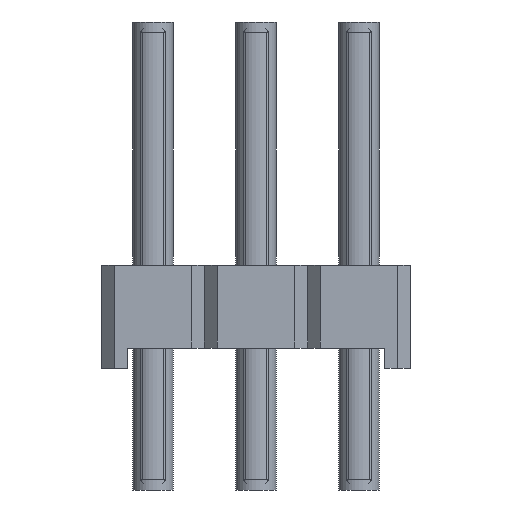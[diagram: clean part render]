
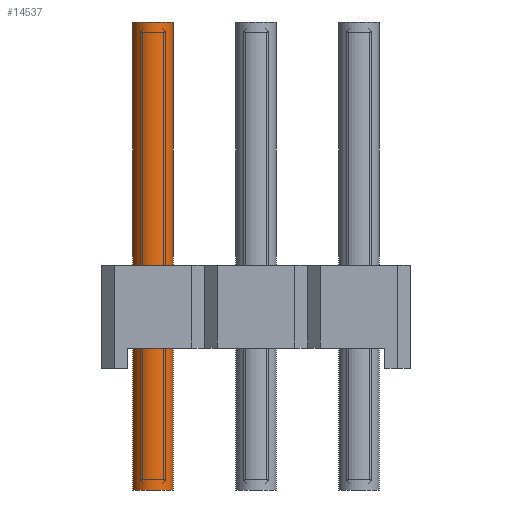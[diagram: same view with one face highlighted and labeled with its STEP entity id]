
A CAD part, left-side view. The second image highlights one B-rep face of the part: STEP entity #14537.
In plain terms, the highlighted cylindrical face has radius 0.5 mm (diameter 1 mm), a full revolution.
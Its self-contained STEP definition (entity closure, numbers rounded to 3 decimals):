
#299=CIRCLE('',#15318,0.5);
#300=CIRCLE('',#15319,0.5);
#864=CYLINDRICAL_SURFACE('',#15317,0.5);
#1253=ORIENTED_EDGE('',*,*,#5551,.F.);
#1254=ORIENTED_EDGE('',*,*,#5552,.T.);
#5551=EDGE_CURVE('',#7709,#7709,#299,.T.);
#5552=EDGE_CURVE('',#7710,#7710,#300,.T.);
#7709=VERTEX_POINT('',#21097);
#7710=VERTEX_POINT('',#21099);
#12353=EDGE_LOOP('',(#1253));
#12354=EDGE_LOOP('',(#1254));
#13221=FACE_BOUND('',#12353,.T.);
#13222=FACE_BOUND('',#12354,.T.);
#14537=ADVANCED_FACE('',(#13221,#13222),#864,.F.);
#15317=AXIS2_PLACEMENT_3D('',#21095,#16754,#16755);
#15318=AXIS2_PLACEMENT_3D('',#21096,#16756,#16757);
#15319=AXIS2_PLACEMENT_3D('',#21098,#16758,#16759);
#16754=DIRECTION('',(0.,0.,1.));
#16755=DIRECTION('',(1.,0.,0.));
#16756=DIRECTION('',(0.,0.,-1.));
#16757=DIRECTION('',(1.,0.,0.));
#16758=DIRECTION('',(0.,0.,-1.));
#16759=DIRECTION('',(1.,0.,0.));
#21095=CARTESIAN_POINT('',(0.,0.,0.));
#21096=CARTESIAN_POINT('',(0.,0.,11.54));
#21097=CARTESIAN_POINT('',(0.5,0.,11.54));
#21098=CARTESIAN_POINT('',(0.,0.,0.));
#21099=CARTESIAN_POINT('',(0.5,0.,0.));
